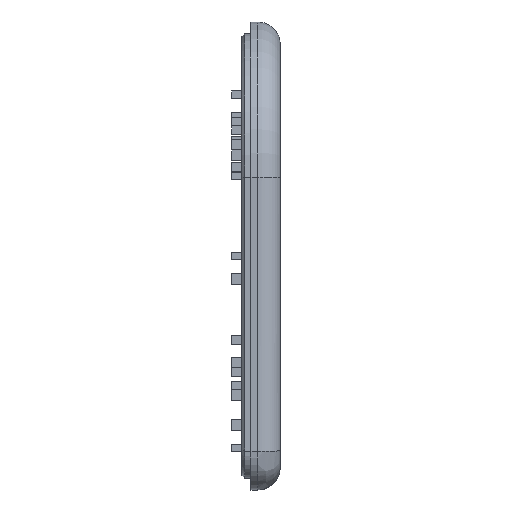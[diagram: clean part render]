
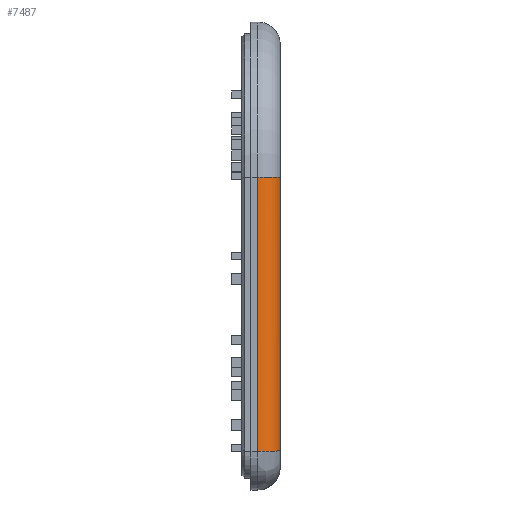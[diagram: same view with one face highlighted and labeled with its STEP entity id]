
A CAD part, left-side view. The second image highlights one B-rep face of the part: STEP entity #7487.
In plain terms, the highlighted cylindrical face has radius 4 mm (diameter 8 mm), a partial arc.
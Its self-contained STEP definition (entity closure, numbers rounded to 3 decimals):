
#365=B_SPLINE_CURVE_WITH_KNOTS('',3,(#12975,#12976,#12977,#12978,#12979,
#12980,#12981,#12982,#12983,#12984,#12985,#12986),.UNSPECIFIED.,.F.,.F.,
(4,2,2,2,2,4),(-0.004,0.,0.158,0.314,
0.471,0.627),.UNSPECIFIED.);
#366=B_SPLINE_CURVE_WITH_KNOTS('',3,(#12990,#12991,#12992,#12993,#12994,
#12995,#12996,#12997,#12998,#12999,#13000,#13001,#13002,#13003,#13004,#13005,
#13006,#13007,#13008,#13009,#13010,#13011,#13012,#13013,#13014,#13015,#13016,
#13017,#13018,#13019,#13020,#13021,#13022,#13023,#13024,#13025,#13026,#13027,
#13028,#13029,#13030,#13031,#13032,#13033,#13034,#13035,#13036,#13037,#13038,
#13039,#13040,#13041),.UNSPECIFIED.,.F.,.F.,(4,3,3,3,3,3,3,3,3,3,3,3,3,
3,3,3,3,4),(0.,0.098,0.192,0.286,0.38,
0.474,0.568,0.662,0.757,
0.851,0.945,1.039,1.133,1.227,
1.321,1.415,1.509,1.571),
 .UNSPECIFIED.);
#663=CYLINDRICAL_SURFACE('',#8008,4.);
#1055=FACE_OUTER_BOUND('',#1525,.T.);
#1525=EDGE_LOOP('',(#6872,#6873,#6874,#6875));
#1582=LINE('',#9836,#2267);
#2202=LINE('',#13042,#2887);
#2267=VECTOR('',#8102,10.);
#2887=VECTOR('',#9620,10.);
#3144=VERTEX_POINT('',#9816);
#3153=VERTEX_POINT('',#9834);
#3803=VERTEX_POINT('',#12974);
#3804=VERTEX_POINT('',#12989);
#3851=EDGE_CURVE('',#3144,#3153,#1582,.T.);
#4843=EDGE_CURVE('',#3144,#3803,#365,.T.);
#4845=EDGE_CURVE('',#3804,#3153,#366,.T.);
#4846=EDGE_CURVE('',#3804,#3803,#2202,.T.);
#6872=ORIENTED_EDGE('',*,*,#4845,.F.);
#6873=ORIENTED_EDGE('',*,*,#4846,.T.);
#6874=ORIENTED_EDGE('',*,*,#4843,.F.);
#6875=ORIENTED_EDGE('',*,*,#3851,.T.);
#7487=ADVANCED_FACE('',(#1055),#663,.T.);
#8008=AXIS2_PLACEMENT_3D('',#12988,#9618,#9619);
#8102=DIRECTION('',(0.,0.,1.));
#9618=DIRECTION('center_axis',(0.,0.,-1.));
#9619=DIRECTION('ref_axis',(-0.707,-0.707,0.));
#9620=DIRECTION('',(0.,0.,-1.));
#9816=CARTESIAN_POINT('',(3.383,-10.2,15.546));
#9834=CARTESIAN_POINT('',(3.383,-10.2,64.274));
#9836=CARTESIAN_POINT('',(3.383,-10.2,57.247));
#12974=CARTESIAN_POINT('',(-0.617,-6.2,15.442));
#12975=CARTESIAN_POINT('Ctrl Pts',(3.383,-10.2,15.546));
#12976=CARTESIAN_POINT('Ctrl Pts',(3.371,-10.2,15.546));
#12977=CARTESIAN_POINT('Ctrl Pts',(3.359,-10.2,15.545));
#12978=CARTESIAN_POINT('Ctrl Pts',(2.821,-10.195,15.528));
#12979=CARTESIAN_POINT('Ctrl Pts',(2.3,-10.087,15.513));
#12980=CARTESIAN_POINT('Ctrl Pts',(1.336,-9.676,15.487));
#12981=CARTESIAN_POINT('Ctrl Pts',(0.901,-9.38,15.477));
#12982=CARTESIAN_POINT('Ctrl Pts',(0.17,-8.639,
15.459));
#12983=CARTESIAN_POINT('Ctrl Pts',(-0.12,-8.2,
15.453));
#12984=CARTESIAN_POINT('Ctrl Pts',(-0.516,-7.237,
15.444));
#12985=CARTESIAN_POINT('Ctrl Pts',(-0.617,-6.721,
15.442));
#12986=CARTESIAN_POINT('Ctrl Pts',(-0.617,-6.2,15.442));
#12988=CARTESIAN_POINT('Origin',(3.383,-6.2,57.247));
#12989=CARTESIAN_POINT('',(-0.617,-6.2,64.262));
#12990=CARTESIAN_POINT('Ctrl Pts',(-0.617,-6.2,64.262));
#12991=CARTESIAN_POINT('Ctrl Pts',(-0.617,-6.331,
64.262));
#12992=CARTESIAN_POINT('Ctrl Pts',(-0.611,-6.462,
64.262));
#12993=CARTESIAN_POINT('Ctrl Pts',(-0.598,-6.592,
64.261));
#12994=CARTESIAN_POINT('Ctrl Pts',(-0.586,-6.717,
64.261));
#12995=CARTESIAN_POINT('Ctrl Pts',(-0.568,-6.841,
64.261));
#12996=CARTESIAN_POINT('Ctrl Pts',(-0.544,-6.964,
64.261));
#12997=CARTESIAN_POINT('Ctrl Pts',(-0.52,-7.087,
64.261));
#12998=CARTESIAN_POINT('Ctrl Pts',(-0.49,-7.209,
64.261));
#12999=CARTESIAN_POINT('Ctrl Pts',(-0.455,-7.33,
64.261));
#13000=CARTESIAN_POINT('Ctrl Pts',(-0.419,-7.45,
64.261));
#13001=CARTESIAN_POINT('Ctrl Pts',(-0.378,-7.568,
64.261));
#13002=CARTESIAN_POINT('Ctrl Pts',(-0.332,-7.685,64.261));
#13003=CARTESIAN_POINT('Ctrl Pts',(-0.285,-7.801,
64.261));
#13004=CARTESIAN_POINT('Ctrl Pts',(-0.233,-7.916,
64.261));
#13005=CARTESIAN_POINT('Ctrl Pts',(-0.176,-8.027,
64.261));
#13006=CARTESIAN_POINT('Ctrl Pts',(-0.118,-8.139,
64.261));
#13007=CARTESIAN_POINT('Ctrl Pts',(-0.056,-8.248,
64.261));
#13008=CARTESIAN_POINT('Ctrl Pts',(0.012,-8.353,
64.261));
#13009=CARTESIAN_POINT('Ctrl Pts',(0.079,-8.459,
64.261));
#13010=CARTESIAN_POINT('Ctrl Pts',(0.152,-8.561,
64.261));
#13011=CARTESIAN_POINT('Ctrl Pts',(0.229,-8.66,
64.262));
#13012=CARTESIAN_POINT('Ctrl Pts',(0.306,-8.759,
64.262));
#13013=CARTESIAN_POINT('Ctrl Pts',(0.388,-8.854,
64.262));
#13014=CARTESIAN_POINT('Ctrl Pts',(0.474,-8.946,
64.262));
#13015=CARTESIAN_POINT('Ctrl Pts',(0.56,-9.037,
64.263));
#13016=CARTESIAN_POINT('Ctrl Pts',(0.65,-9.124,
64.263));
#13017=CARTESIAN_POINT('Ctrl Pts',(0.744,-9.207,
64.263));
#13018=CARTESIAN_POINT('Ctrl Pts',(0.839,-9.289,
64.264));
#13019=CARTESIAN_POINT('Ctrl Pts',(0.937,-9.368,
64.264));
#13020=CARTESIAN_POINT('Ctrl Pts',(1.038,-9.441,64.264));
#13021=CARTESIAN_POINT('Ctrl Pts',(1.14,-9.515,64.265));
#13022=CARTESIAN_POINT('Ctrl Pts',(1.245,-9.583,64.265));
#13023=CARTESIAN_POINT('Ctrl Pts',(1.353,-9.647,64.265));
#13024=CARTESIAN_POINT('Ctrl Pts',(1.461,-9.711,64.266));
#13025=CARTESIAN_POINT('Ctrl Pts',(1.572,-9.769,64.266));
#13026=CARTESIAN_POINT('Ctrl Pts',(1.686,-9.822,64.267));
#13027=CARTESIAN_POINT('Ctrl Pts',(1.799,-9.875,64.267));
#13028=CARTESIAN_POINT('Ctrl Pts',(1.915,-9.923,64.268));
#13029=CARTESIAN_POINT('Ctrl Pts',(2.033,-9.966,64.268));
#13030=CARTESIAN_POINT('Ctrl Pts',(2.152,-10.008,64.269));
#13031=CARTESIAN_POINT('Ctrl Pts',(2.272,-10.045,64.269));
#13032=CARTESIAN_POINT('Ctrl Pts',(2.393,-10.076,64.27));
#13033=CARTESIAN_POINT('Ctrl Pts',(2.515,-10.107,64.27));
#13034=CARTESIAN_POINT('Ctrl Pts',(2.638,-10.132,64.271));
#13035=CARTESIAN_POINT('Ctrl Pts',(2.761,-10.151,64.271));
#13036=CARTESIAN_POINT('Ctrl Pts',(2.885,-10.171,64.272));
#13037=CARTESIAN_POINT('Ctrl Pts',(3.01,-10.185,64.272));
#13038=CARTESIAN_POINT('Ctrl Pts',(3.135,-10.192,64.273));
#13039=CARTESIAN_POINT('Ctrl Pts',(3.218,-10.197,64.273));
#13040=CARTESIAN_POINT('Ctrl Pts',(3.3,-10.2,64.274));
#13041=CARTESIAN_POINT('Ctrl Pts',(3.383,-10.2,64.274));
#13042=CARTESIAN_POINT('',(-0.617,-6.2,57.247));
